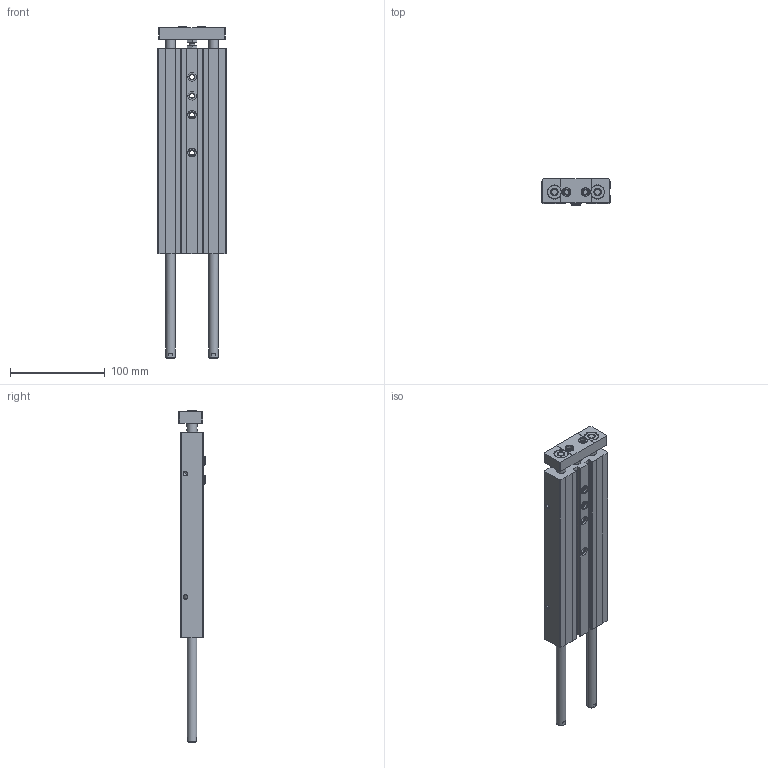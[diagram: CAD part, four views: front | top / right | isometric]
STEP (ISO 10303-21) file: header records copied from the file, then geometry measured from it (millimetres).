
FILE_DESCRIPTION(/* description */ ('STEP AP214'),/* implementation_level */ '2;1');
FILE_NAME(/* name */ '162073_DPZ-20-100-P-A-KF-S2',/* time_stamp */ '2024-08-20T23:50:11+02:00',/* author */ ('License CC BY-ND 4.0'),/* organization */ ('CADENAS'),/* preprocessor_version */ 'ST-DEVELOPER v19.3',/* originating_system */ 'PARTsolutions',/* authorisation */ ' ');
FILE_SCHEMA (('AUTOMOTIVE_DESIGN {1 0 10303 214 3 1 1}'));
Length unit declared in the file: millimetre
Products named in the file (6): 162073 DPZ-20-100-P-A-KF-S2---(asm_0); 162073 DPZ-20-100-P-A-KF-S2---(Z); 162073 DPZ-20-100-P-A-KF-S2---(K); 8137184 ZBH-9-B; DIN-439-B - M6(F); Hexagon bolt DIN 933 - M6x16
Assembly tree (8 placements, depth 2):
  162073 DPZ-20-100-P-A-KF-S2---(asm_0)
    162073 DPZ-20-100-P-A-KF-S2---(Z)
    162073 DPZ-20-100-P-A-KF-S2---(K)
    8137184 ZBH-9-B  x4
    DIN-439-B - M6(F)
    Hexagon bolt DIN 933 - M6x16
Bounding box: 72 x 27.8 x 351 mm (x, y, z)
Volume: 335266 mm3; surface area: 110882.6 mm2
Topology: 8 solids, 8 shells, 278 faces, 673 edges, 433 vertices
Faces by surface type: plane 129, cylinder 92, cone 46, torus 11
Full cylindrical faces by diameter (mm): 4.134 x8, 4.917 x9, 6 x1, 8 x2, 8.88 x1, 9 x10, 10 x8, 12 x1, 14 x2, 15 x2, 20 x4
Entity records: 7378 total; most frequent: CARTESIAN_POINT 1384, DIRECTION 1247, ORIENTED_EDGE 1054, EDGE_CURVE 527, AXIS2_PLACEMENT_3D 490, FACE_BOUND 401, VERTEX_POINT 394, EDGE_LOOP 394
